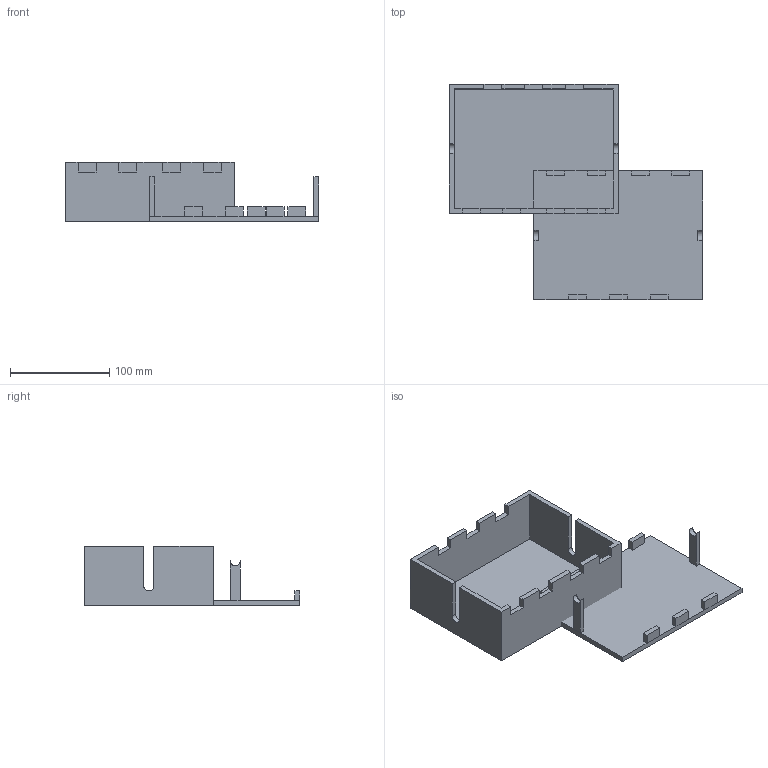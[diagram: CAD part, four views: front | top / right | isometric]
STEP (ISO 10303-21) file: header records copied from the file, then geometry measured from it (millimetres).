
FILE_DESCRIPTION(/* description */ (''),/* implementation_level */ '2;1');
FILE_NAME(/* name */ '스마트~2',/* time_stamp */ '2021-02-04T00:31:09+09:00',/* author */ (''),/* organization */ (''),/* preprocessor_version */ 'ST-DEVELOPER v16.5',/* originating_system */ '',/* authorisation */ '');
FILE_SCHEMA (('AUTOMOTIVE_DESIGN'));
Length unit declared in the file: millimetre
Products named in the file (1): Document
Bounding box: 255 x 217 x 60 mm (x, y, z)
Volume: 385021.5 mm3; surface area: 161144 mm2
Topology: 2 solids, 2 shells, 97 faces, 261 edges, 168 vertices
Faces by surface type: plane 93, bspline 4
Entity records: 2649 total; most frequent: CARTESIAN_POINT 873, ORIENTED_EDGE 522, EDGE_CURVE 261, B_SPLINE_CURVE_WITH_KNOTS 251, VERTEX_POINT 168, ADVANCED_FACE 97, FACE_OUTER_BOUND 97, EDGE_LOOP 97
